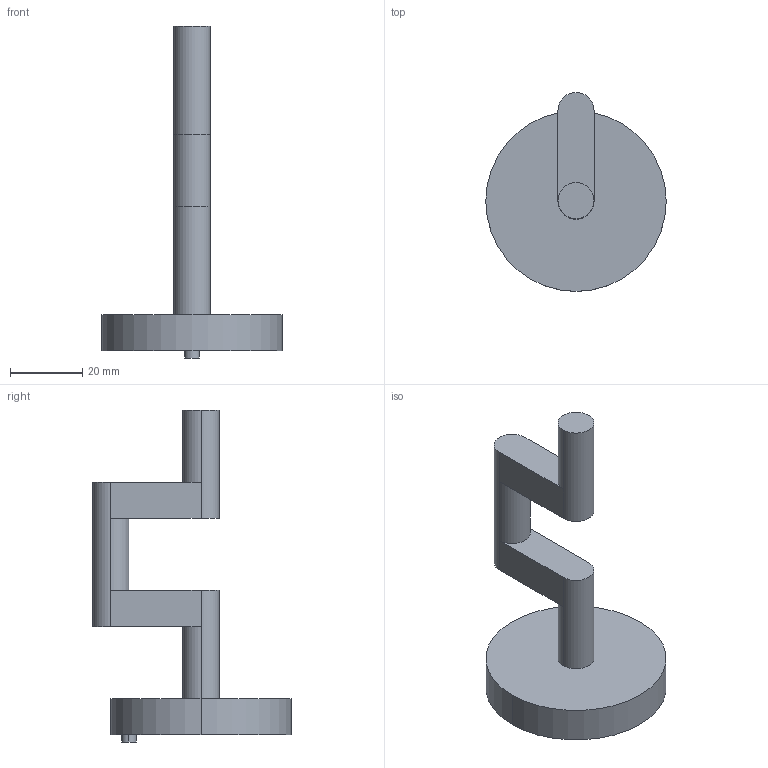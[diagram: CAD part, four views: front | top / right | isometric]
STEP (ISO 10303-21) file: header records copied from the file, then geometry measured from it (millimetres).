
FILE_DESCRIPTION (( 'STEP AP203' ), '1' );
FILE_NAME ('Arbre_2.STEP', '2025-06-16T14:28:43', ( '' ), ( '' ), 'SwSTEP 2.0', 'SolidWorks 2024', '' );
FILE_SCHEMA (( 'CONFIG_CONTROL_DESIGN' ));
Length unit declared in the file: millimetre
Products named in the file (2): Arbre_2; Arbre 2^Assemblage1
Assembly tree (1 placements, depth 2):
  Arbre_2
    Arbre 2^Assemblage1
Bounding box: 50 x 55 x 92 mm (x, y, z)
Volume: 30943.3 mm3; surface area: 10036.2 mm2
Topology: 1 solids, 1 shells, 22 faces, 46 edges, 28 vertices
Faces by surface type: plane 12, cylinder 10
Entity records: 782 total; most frequent: DIRECTION 118, CARTESIAN_POINT 100, ORIENTED_EDGE 92, EDGE_CURVE 46, AXIS2_PLACEMENT_3D 46, VERTEX_POINT 28, LINE 26, VECTOR 26
